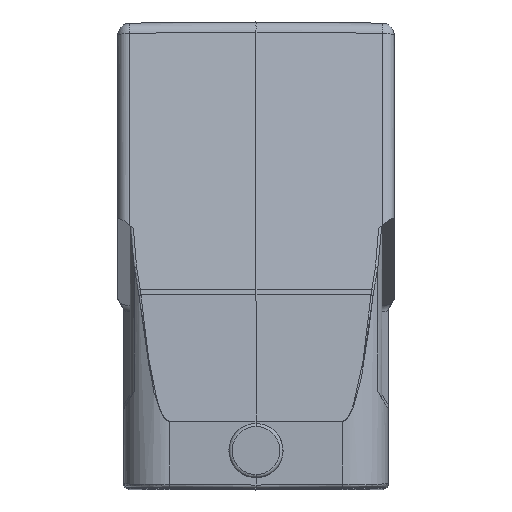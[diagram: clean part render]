
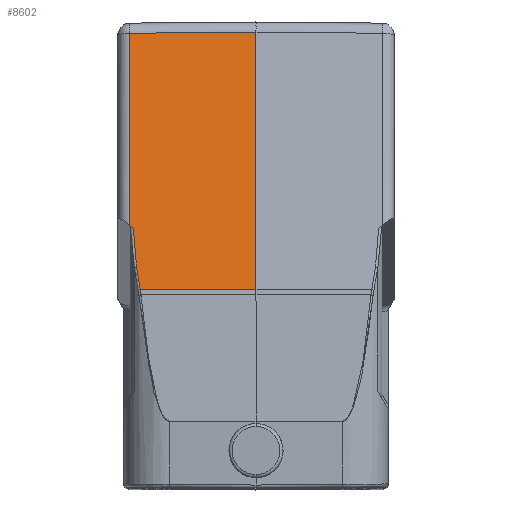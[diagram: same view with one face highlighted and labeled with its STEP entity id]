
A CAD part, top view. The second image highlights one B-rep face of the part: STEP entity #8602.
In plain terms, the highlighted planar face has unit normal (-0.009, 0.174, 0.985).
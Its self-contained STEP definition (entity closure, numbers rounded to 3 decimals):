
#59=CARTESIAN_POINT('',(-20.517,-11.704,56.062));
#67=DIRECTION('',(0.,-0.985,0.174));
#68=VECTOR('',#67,31.771);
#69=CARTESIAN_POINT('',(-20.517,19.584,50.546));
#70=LINE('',#69,#68);
#71=DIRECTION('',(0.762,-0.637,0.119));
#72=VECTOR('',#71,0.727);
#73=CARTESIAN_POINT('',(-20.517,-11.704,56.062));
#74=LINE('',#73,#72);
#83=CARTESIAN_POINT('',(-19.449,-18.497,57.27));
#84=CARTESIAN_POINT('',(-19.749,-16.402,56.898));
#85=CARTESIAN_POINT('',(-19.895,-14.285,56.523));
#86=CARTESIAN_POINT('',(-19.963,-12.168,56.149));
#88=DIRECTION('',(1.,0.009,0.007));
#89=VECTOR('',#88,20.519);
#90=CARTESIAN_POINT('',(-20.517,19.584,50.546));
#91=LINE('',#90,#89);
#92=DIRECTION('',(0.,-0.985,0.174));
#93=VECTOR('',#92,42.562);
#94=CARTESIAN_POINT('',(0.,19.763,50.696));
#95=LINE('',#94,#93);
#96=CARTESIAN_POINT('',(-18.848,-22.177,57.924));
#97=CARTESIAN_POINT('',(-19.075,-20.955,57.706));
#98=CARTESIAN_POINT('',(-19.272,-19.728,57.488));
#99=CARTESIAN_POINT('',(-19.449,-18.497,57.27));
#136=DIRECTION('',(1.,0.001,0.009));
#137=VECTOR('',#136,18.848);
#138=CARTESIAN_POINT('',(-18.848,-22.177,57.924));
#139=LINE('',#138,#137);
#7073=VERTEX_POINT('',#59);
#7074=CARTESIAN_POINT('',(-20.517,19.584,50.546));
#7075=VERTEX_POINT('',#7074);
#7076=CARTESIAN_POINT('',(-19.963,-12.168,
56.149));
#7077=VERTEX_POINT('',#7076);
#7084=VERTEX_POINT('',#83);
#7085=CARTESIAN_POINT('',(0.,19.763,
50.696));
#7086=VERTEX_POINT('',#7085);
#7087=CARTESIAN_POINT('',(0.,-22.152,
58.087));
#7088=VERTEX_POINT('',#7087);
#7089=CARTESIAN_POINT('',(-18.848,-22.177,
57.924));
#7090=VERTEX_POINT('',#7089);
#8583=CARTESIAN_POINT('',(0.,21.415,50.404));
#8584=DIRECTION('',(-0.009,0.174,0.985));
#8585=DIRECTION('',(0.,-0.985,0.174));
#8586=AXIS2_PLACEMENT_3D('',#8583,#8584,#8585);
#8587=PLANE('',#8586);
#8589=ORIENTED_EDGE('',*,*,#8588,.T.);
#8590=ORIENTED_EDGE('',*,*,#8566,.F.);
#8591=ORIENTED_EDGE('',*,*,#8556,.F.);
#8593=ORIENTED_EDGE('',*,*,#8592,.T.);
#8595=ORIENTED_EDGE('',*,*,#8594,.T.);
#8597=ORIENTED_EDGE('',*,*,#8596,.F.);
#8599=ORIENTED_EDGE('',*,*,#8598,.T.);
#8600=EDGE_LOOP('',(#8589,#8590,#8591,#8593,#8595,#8597,#8599));
#8601=FACE_OUTER_BOUND('',#8600,.F.);
#8602=ADVANCED_FACE('',(#8601),#8587,.T.);
#87=B_SPLINE_CURVE_WITH_KNOTS('',3,(#83,#84,#85,#86),.UNSPECIFIED.,.F.,.F.,(4,
4),(0.,1.),.UNSPECIFIED.);
#100=B_SPLINE_CURVE_WITH_KNOTS('',3,(#96,#97,#98,#99),.UNSPECIFIED.,.F.,.F.,(4,
4),(0.,1.),.UNSPECIFIED.);
#8556=EDGE_CURVE('',#7075,#7073,#70,.T.);
#8566=EDGE_CURVE('',#7073,#7077,#74,.T.);
#8588=EDGE_CURVE('',#7084,#7077,#87,.T.);
#8592=EDGE_CURVE('',#7075,#7086,#91,.T.);
#8594=EDGE_CURVE('',#7086,#7088,#95,.T.);
#8596=EDGE_CURVE('',#7090,#7088,#139,.T.);
#8598=EDGE_CURVE('',#7090,#7084,#100,.T.);
